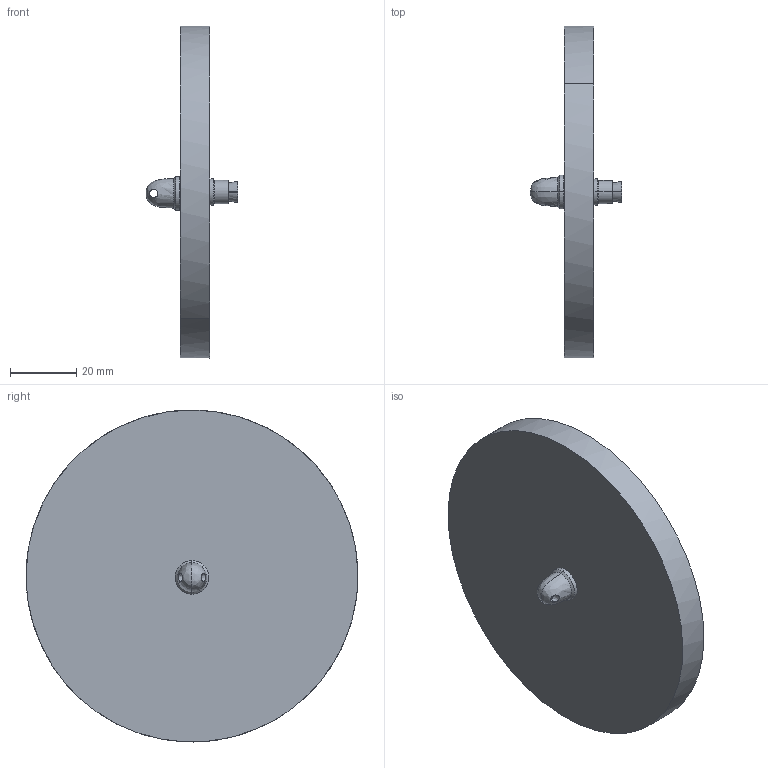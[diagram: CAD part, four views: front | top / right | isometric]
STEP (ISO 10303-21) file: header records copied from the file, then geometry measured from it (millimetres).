
FILE_DESCRIPTION(/* description */ (''),/* implementation_level */ '2;1');
FILE_NAME(/* name */ 'AEK-MC-IW',/* time_stamp */ '2020-04-15T14:55:51+02:00',/* author */ (''),/* organization */ (''),/* preprocessor_version */ 'ST-DEVELOPER v15',/* originating_system */ '',/* authorisation */ '');
FILE_SCHEMA (('AUTOMOTIVE_DESIGN'));
Length unit declared in the file: millimetre
Products named in the file (1): Document
Bounding box: 27.66 x 99.99 x 100 mm (x, y, z)
Volume: 71454.6 mm3; surface area: 19732.3 mm2
Topology: 4 solids, 4 shells, 56 faces, 123 edges, 72 vertices
Faces by surface type: bspline 35, plane 21
Entity records: 1811 total; most frequent: CARTESIAN_POINT 1020, ORIENTED_EDGE 242, EDGE_CURVE 121, VERTEX_POINT 72, EDGE_LOOP 63, ADVANCED_FACE 56, FACE_OUTER_BOUND 56, B_SPLINE_CURVE_WITH_KNOTS 39
